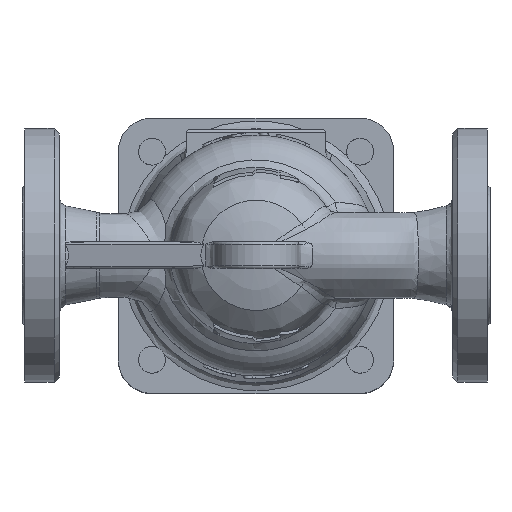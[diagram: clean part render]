
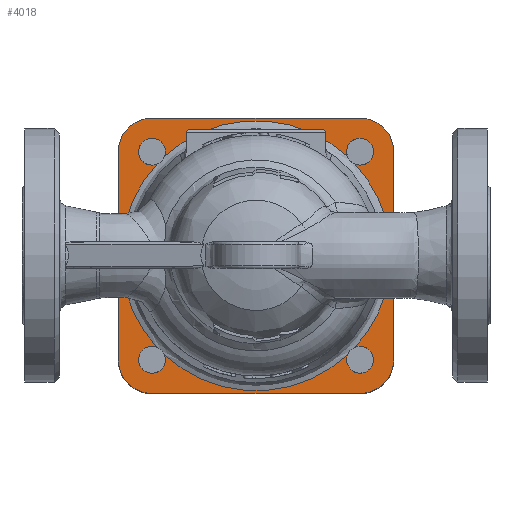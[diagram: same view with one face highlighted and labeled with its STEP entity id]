
A CAD part, top view. The second image highlights one B-rep face of the part: STEP entity #4018.
In plain terms, the highlighted planar face has unit normal (0, 0, 1).
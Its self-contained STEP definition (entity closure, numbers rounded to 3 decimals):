
#2188=CARTESIAN_POINT('',(34.234,37.07,15.));
#2189=VERTEX_POINT('',#2188);
#2190=CARTESIAN_POINT('',(37.07,34.234,15.));
#2191=VERTEX_POINT('',#2190);
#2192=CARTESIAN_POINT('',(38.891,38.891,15.));
#2193=DIRECTION('',(0.0,0.0,-1.0));
#2194=DIRECTION('',(0.0,-1.0,0.0));
#2195=AXIS2_PLACEMENT_3D('',#2192,#2193,#2194);
#2196=CIRCLE('',#2195,5.0);
#2197=EDGE_CURVE('',#2189,#2191,#2196,.T.);
#2270=CARTESIAN_POINT('',(37.07,-34.234,15.));
#2271=VERTEX_POINT('',#2270);
#2272=CARTESIAN_POINT('',(34.234,-37.07,15.));
#2273=VERTEX_POINT('',#2272);
#2274=CARTESIAN_POINT('',(38.891,-38.891,15.));
#2275=DIRECTION('',(0.0,0.0,-1.0));
#2276=DIRECTION('',(-1.0,0.0,0.0));
#2277=AXIS2_PLACEMENT_3D('',#2274,#2275,#2276);
#2278=CIRCLE('',#2277,5.0);
#2279=EDGE_CURVE('',#2271,#2273,#2278,.T.);
#2352=CARTESIAN_POINT('',(-34.234,-37.07,15.));
#2353=VERTEX_POINT('',#2352);
#2354=CARTESIAN_POINT('',(-37.07,-34.234,15.));
#2355=VERTEX_POINT('',#2354);
#2356=CARTESIAN_POINT('',(-38.891,-38.891,15.));
#2357=DIRECTION('',(0.0,0.0,-1.0));
#2358=DIRECTION('',(0.0,1.0,0.0));
#2359=AXIS2_PLACEMENT_3D('',#2356,#2357,#2358);
#2360=CIRCLE('',#2359,5.0);
#2361=EDGE_CURVE('',#2353,#2355,#2360,.T.);
#2444=CARTESIAN_POINT('',(-34.234,37.07,15.));
#2445=VERTEX_POINT('',#2444);
#2446=CARTESIAN_POINT('',(0.,0.0,15.0));
#2447=DIRECTION('',(0.0,0.0,1.0));
#2448=DIRECTION('',(-1.0,0.0,0.0));
#2449=AXIS2_PLACEMENT_3D('',#2446,#2447,#2448);
#2450=CIRCLE('',#2449,50.459);
#2451=EDGE_CURVE('',#2189,#2445,#2450,.T.);
#2453=CARTESIAN_POINT('',(-37.07,34.234,15.));
#2454=VERTEX_POINT('',#2453);
#2470=CARTESIAN_POINT('',(0.,0.0,15.0));
#2471=DIRECTION('',(0.0,0.0,1.0));
#2472=DIRECTION('',(-1.0,0.0,0.0));
#2473=AXIS2_PLACEMENT_3D('',#2470,#2471,#2472);
#2474=CIRCLE('',#2473,50.459);
#2475=EDGE_CURVE('',#2454,#2355,#2474,.T.);
#2478=CARTESIAN_POINT('',(0.,0.0,15.0));
#2479=DIRECTION('',(0.0,0.0,1.0));
#2480=DIRECTION('',(-1.0,0.0,0.0));
#2481=AXIS2_PLACEMENT_3D('',#2478,#2479,#2480);
#2482=CIRCLE('',#2481,50.459);
#2483=EDGE_CURVE('',#2353,#2273,#2482,.T.);
#2486=CARTESIAN_POINT('',(0.,0.0,15.0));
#2487=DIRECTION('',(0.0,0.0,1.0));
#2488=DIRECTION('',(-1.0,0.0,0.0));
#2489=AXIS2_PLACEMENT_3D('',#2486,#2487,#2488);
#2490=CIRCLE('',#2489,50.459);
#2491=EDGE_CURVE('',#2271,#2191,#2490,.T.);
#3886=CARTESIAN_POINT('',(-38.891,38.891,15.));
#3887=DIRECTION('',(0.0,0.0,-1.0));
#3888=DIRECTION('',(1.0,0.0,0.0));
#3889=AXIS2_PLACEMENT_3D('',#3886,#3887,#3888);
#3890=CIRCLE('',#3889,5.0);
#3891=EDGE_CURVE('',#2454,#2445,#3890,.T.);
#3933=CARTESIAN_POINT('',(0.0,0.,15.0));
#3934=DIRECTION('',(0.0,0.0,1.0));
#3935=DIRECTION('',(1.0,0.0,0.0));
#3936=AXIS2_PLACEMENT_3D('',#3933,#3934,#3935);
#3937=PLANE('',#3936);
#3938=CARTESIAN_POINT('',(51.5,38.891,15.0));
#3939=VERTEX_POINT('',#3938);
#3940=CARTESIAN_POINT('',(51.5,-38.891,15.0));
#3941=VERTEX_POINT('',#3940);
#3942=CARTESIAN_POINT('',(51.5,38.891,15.0));
#3943=DIRECTION('',(0.0,-1.0,0.0));
#3944=VECTOR('',#3943,77.782);
#3945=LINE('',#3942,#3944);
#3946=EDGE_CURVE('',#3939,#3941,#3945,.T.);
#3947=ORIENTED_EDGE('',*,*,#3946,.F.);
#3948=CARTESIAN_POINT('',(38.891,51.5,15.0));
#3949=VERTEX_POINT('',#3948);
#3950=CARTESIAN_POINT('',(38.891,38.891,15.0));
#3951=DIRECTION('',(0.0,0.0,1.0));
#3952=DIRECTION('',(1.0,0.0,0.0));
#3953=AXIS2_PLACEMENT_3D('',#3950,#3951,#3952);
#3954=CIRCLE('',#3953,12.609);
#3955=EDGE_CURVE('',#3939,#3949,#3954,.T.);
#3956=ORIENTED_EDGE('',*,*,#3955,.T.);
#3957=CARTESIAN_POINT('',(-38.891,51.5,15.0));
#3958=VERTEX_POINT('',#3957);
#3959=CARTESIAN_POINT('',(-38.891,51.5,15.0));
#3960=DIRECTION('',(1.0,0.0,0.0));
#3961=VECTOR('',#3960,77.782);
#3962=LINE('',#3959,#3961);
#3963=EDGE_CURVE('',#3958,#3949,#3962,.T.);
#3964=ORIENTED_EDGE('',*,*,#3963,.F.);
#3965=CARTESIAN_POINT('',(-51.5,38.891,15.0));
#3966=VERTEX_POINT('',#3965);
#3967=CARTESIAN_POINT('',(-38.891,38.891,15.0));
#3968=DIRECTION('',(0.0,0.0,1.0));
#3969=DIRECTION('',(0.0,1.0,0.0));
#3970=AXIS2_PLACEMENT_3D('',#3967,#3968,#3969);
#3971=CIRCLE('',#3970,12.609);
#3972=EDGE_CURVE('',#3958,#3966,#3971,.T.);
#3973=ORIENTED_EDGE('',*,*,#3972,.T.);
#3974=CARTESIAN_POINT('',(-51.5,-38.891,15.0));
#3975=VERTEX_POINT('',#3974);
#3976=CARTESIAN_POINT('',(-51.5,-38.891,15.0));
#3977=DIRECTION('',(0.0,1.0,0.0));
#3978=VECTOR('',#3977,77.782);
#3979=LINE('',#3976,#3978);
#3980=EDGE_CURVE('',#3975,#3966,#3979,.T.);
#3981=ORIENTED_EDGE('',*,*,#3980,.F.);
#3982=CARTESIAN_POINT('',(-38.891,-51.5,15.0));
#3983=VERTEX_POINT('',#3982);
#3984=CARTESIAN_POINT('',(-38.891,-38.891,15.0));
#3985=DIRECTION('',(0.0,0.0,1.0));
#3986=DIRECTION('',(-1.0,0.0,0.0));
#3987=AXIS2_PLACEMENT_3D('',#3984,#3985,#3986);
#3988=CIRCLE('',#3987,12.609);
#3989=EDGE_CURVE('',#3975,#3983,#3988,.T.);
#3990=ORIENTED_EDGE('',*,*,#3989,.T.);
#3991=CARTESIAN_POINT('',(38.891,-51.5,15.0));
#3992=VERTEX_POINT('',#3991);
#3993=CARTESIAN_POINT('',(38.891,-51.5,15.0));
#3994=DIRECTION('',(-1.0,0.0,0.0));
#3995=VECTOR('',#3994,77.782);
#3996=LINE('',#3993,#3995);
#3997=EDGE_CURVE('',#3992,#3983,#3996,.T.);
#3998=ORIENTED_EDGE('',*,*,#3997,.F.);
#3999=CARTESIAN_POINT('',(38.891,-38.891,15.0));
#4000=DIRECTION('',(0.0,0.0,1.0));
#4001=DIRECTION('',(0.0,-1.0,0.0));
#4002=AXIS2_PLACEMENT_3D('',#3999,#4000,#4001);
#4003=CIRCLE('',#4002,12.609);
#4004=EDGE_CURVE('',#3992,#3941,#4003,.T.);
#4005=ORIENTED_EDGE('',*,*,#4004,.T.);
#4006=EDGE_LOOP('',(#3947,#3956,#3964,#3973,#3981,#3990,#3998,#4005));
#4007=FACE_OUTER_BOUND('',#4006,.T.);
#4008=ORIENTED_EDGE('',*,*,#2197,.T.);
#4009=ORIENTED_EDGE('',*,*,#2491,.F.);
#4010=ORIENTED_EDGE('',*,*,#2279,.T.);
#4011=ORIENTED_EDGE('',*,*,#2483,.F.);
#4012=ORIENTED_EDGE('',*,*,#2361,.T.);
#4013=ORIENTED_EDGE('',*,*,#2475,.F.);
#4014=ORIENTED_EDGE('',*,*,#3891,.T.);
#4015=ORIENTED_EDGE('',*,*,#2451,.F.);
#4016=EDGE_LOOP('',(#4008,#4009,#4010,#4011,#4012,#4013,#4014,#4015));
#4017=FACE_BOUND('',#4016,.T.);
#4018=ADVANCED_FACE('',(#4007,#4017),#3937,.T.);
